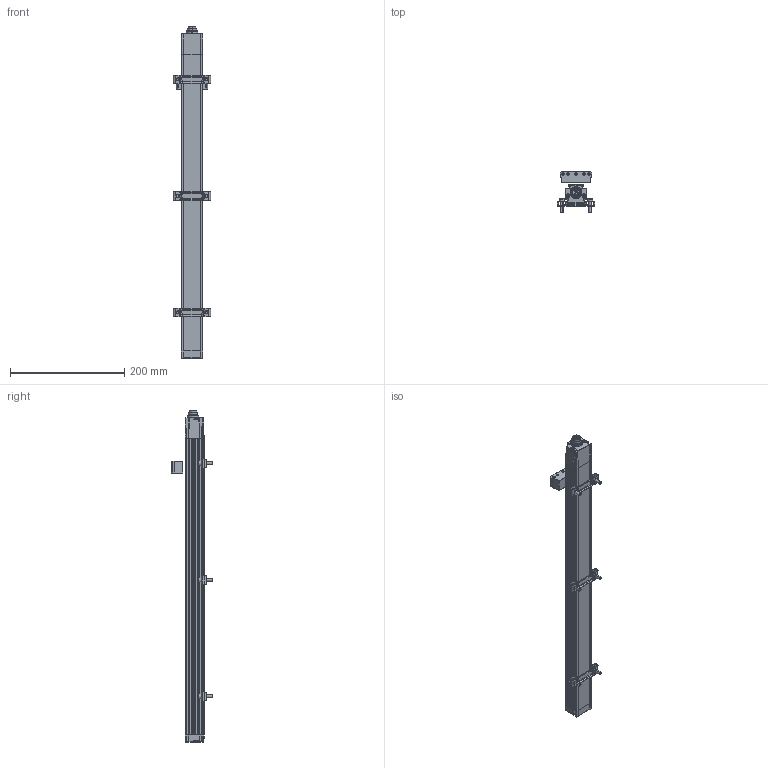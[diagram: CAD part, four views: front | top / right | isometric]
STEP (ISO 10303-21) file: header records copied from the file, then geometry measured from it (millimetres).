
FILE_DESCRIPTION (( 'STEP AP214' ), '1' );
FILE_NAME ('Z-TLM-P04_stark_4-15mm~00ID.STEP', '2005-12-12T07:27:50', ( 'novotechnik' ), ( 'novotechnik' ), 'SwSTEP 2.0', 'SolidWorks 2005235', '' );
FILE_SCHEMA (( 'AUTOMOTIVE_DESIGN' ));
Length unit declared in the file: millimetre
Products named in the file (15): Bündelungsblech_XXL~00ID_Standard; Spannklammer_TL~01ID_Standard; Typenschild~00ID_Standard; Z-TLM-P04_stark_4-15mm~00ID; TLM_Z001_Gehäuse~00ID_Standard; Zylinderschraube_M5x20~00ID_Standard; Zyliderschraube_M3x16~00ID_Standard; Zyliderschraube_M2,5x6~01ID_Standard; Steckerflansch_TLM~02ID_Standard; Torxschraube_M3x40~00ID_Standard; Endflansch~02ID_Standard; Magnetträger_XXL_TLM~01ID_Standard; Mutter~00ID_Standard; Stift_1,9x19~00ID_Standard; Flanschstecker~00ID_Standard
Assembly tree (31 placements, depth 2):
  Z-TLM-P04_stark_4-15mm~00ID
    Stift_1,9x19~00ID_Standard  x8
    Zyliderschraube_M3x16~00ID_Standard  x2
    Typenschild~00ID_Standard
    Torxschraube_M3x40~00ID_Standard  x2
    Steckerflansch_TLM~02ID_Standard
    Bündelungsblech_XXL~00ID_Standard  x2
    Zylinderschraube_M5x20~00ID_Standard  x6
    Endflansch~02ID_Standard
    TLM_Z001_Gehäuse~00ID_Standard
    Spannklammer_TL~01ID_Standard  x3
    Mutter~00ID_Standard
    Flanschstecker~00ID_Standard
    Zyliderschraube_M2,5x6~01ID_Standard
    Magnetträger_XXL_TLM~01ID_Standard
Bounding box: 65 x 72.3 x 582 mm (x, y, z)
Volume: 656578.6 mm3; surface area: 145404.2 mm2
Topology: 31 solids, 31 shells, 1889 faces, 4857 edges, 3068 vertices
Faces by surface type: plane 772, cylinder 576, bspline 274, torus 138, sphere 66, cone 63
Entity records: 64414 total; most frequent: CARTESIAN_POINT 27042, ORIENTED_EDGE 6850, DIRECTION 5669, EDGE_CURVE 3425, VERTEX_POINT 2195, VECTOR 2025, LINE 2025, AXIS2_PLACEMENT_3D 1822
